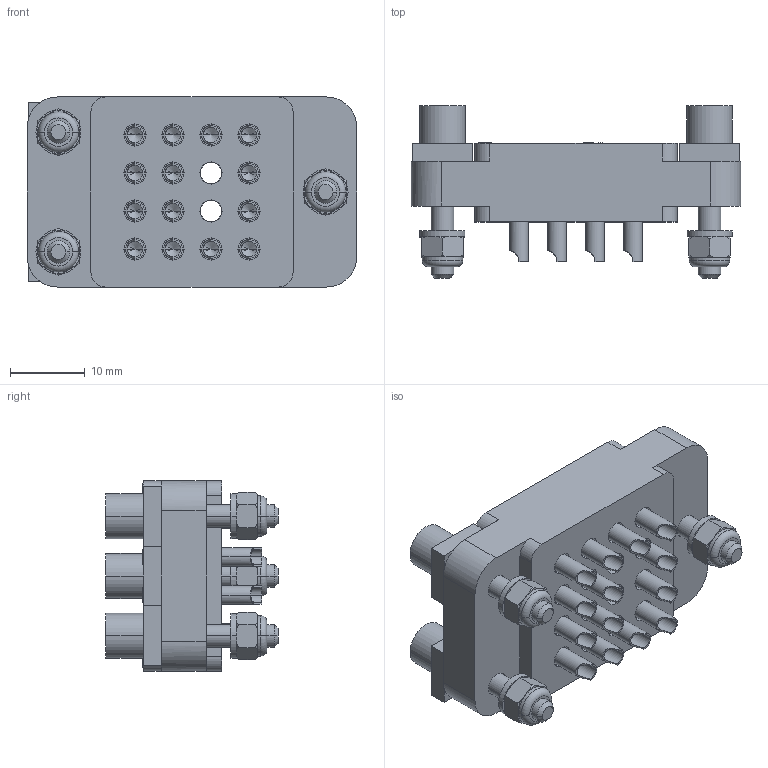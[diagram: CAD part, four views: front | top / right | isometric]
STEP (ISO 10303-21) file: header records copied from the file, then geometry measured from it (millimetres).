
FILE_DESCRIPTION((''),'2;1');
FILE_NAME('00150131298','2020-02-19T',('presta_be4'),(''),'CREO PARAMETRIC BY PTC INC, 2018360','CREO PARAMETRIC BY PTC INC, 2018360','');
FILE_SCHEMA(('CONFIG_CONTROL_DESIGN'));
Products named in the file (1): 00150131298
Bounding box: 44 x 23.03 x 25.4 mm (x, y, z)
Volume: 10412.3 mm3; surface area: 9234.1 mm2
Topology: 1 solids, 1 shells, 1464 faces, 3765 edges, 2393 vertices
Faces by surface type: plane 706, cylinder 352, cone 344, torus 62
Entity records: 53311 total; most frequent: CARTESIAN_POINT 18244, ORIENTED_EDGE 7406, DIRECTION 7141, EDGE_CURVE 3703, AXIS2_PLACEMENT_3D 2634, VERTEX_POINT 2393, VECTOR 1873, LINE 1873
